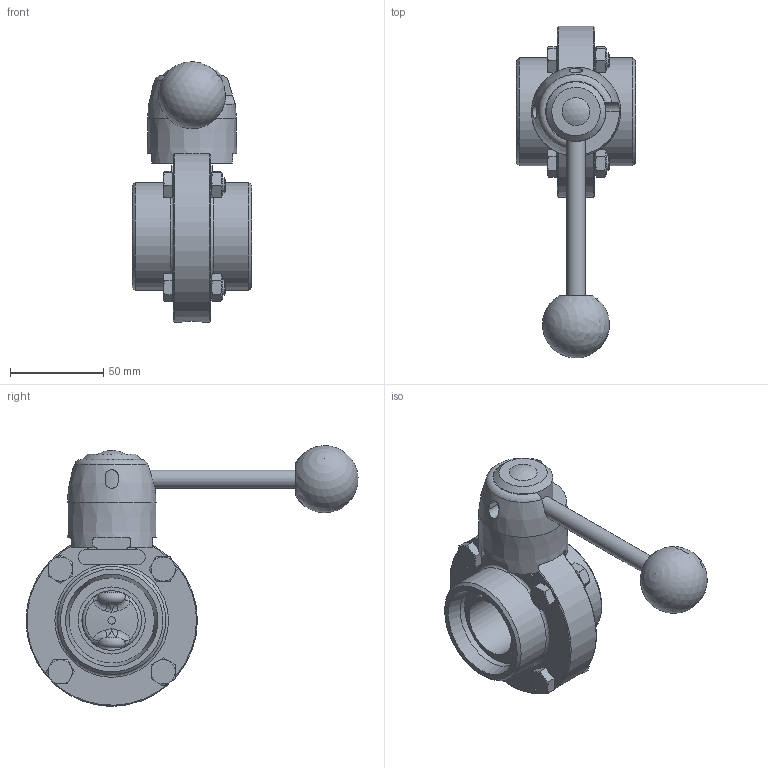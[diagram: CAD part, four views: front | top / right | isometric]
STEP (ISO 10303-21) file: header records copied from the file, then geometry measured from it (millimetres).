
FILE_DESCRIPTION((''),'2;1');
FILE_NAME('55540032XX00.stp','2010-11-23T12:17:02',('Creator'),(''),'Autodesk Inventor 2010','Autodesk Inventor 2010','');
FILE_SCHEMA(('AUTOMOTIVE_DESIGN { 1 0 10303 214 1 1 1 1 }'));
Length unit declared in the file: millimetre
Products named in the file (1): 55540032XX00
Bounding box: 64 x 178.15 x 139.71 mm (x, y, z)
Volume: 282051.5 mm3; surface area: 69134.5 mm2
Topology: 1 solids, 9 shells, 364 faces, 942 edges, 579 vertices
Faces by surface type: plane 172, cylinder 80, cone 67, bspline 31, torus 9, sphere 5
Full cylindrical faces by diameter (mm): 4.134 x1, 5.5 x1, 6.2 x1, 6.8 x1, 7.2 x6, 7.323 x4, 8 x8, 8.5 x4, 8.8 x3, 9 x1, 10 x3, 10.5 x1, 11.4 x4, 12.2 x2, 13.8 x1, 14 x1, 31.9 x1, 32 x2, 36 x2, 45.8 x2, 58 x2, 92 x1
Entity records: 13078 total; most frequent: CARTESIAN_POINT 5283, ORIENTED_EDGE 1588, DIRECTION 1492, EDGE_CURVE 794, AXIS2_PLACEMENT_3D 628, VERTEX_POINT 538, EDGE_LOOP 510, FACE_OUTER_BOUND 363
